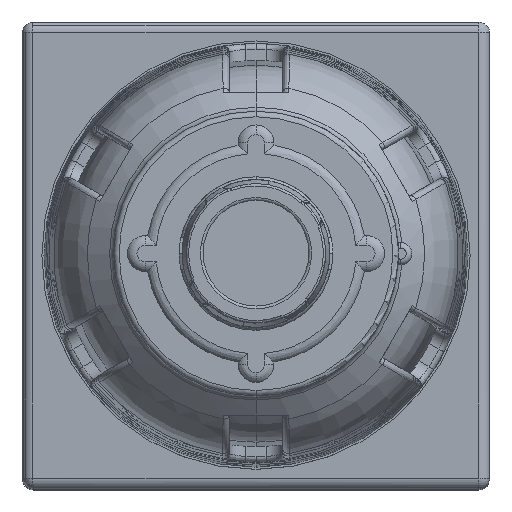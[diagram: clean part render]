
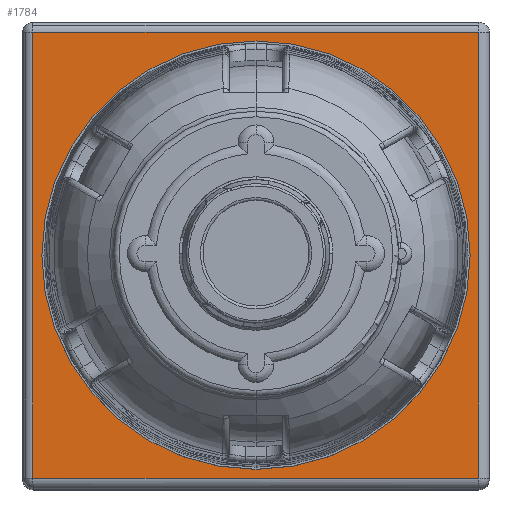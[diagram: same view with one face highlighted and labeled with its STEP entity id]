
A CAD part, top view. The second image highlights one B-rep face of the part: STEP entity #1784.
In plain terms, the highlighted planar face has unit normal (0, 0, 1).
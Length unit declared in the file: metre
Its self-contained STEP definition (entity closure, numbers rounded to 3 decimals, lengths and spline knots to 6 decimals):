
#1784=ADVANCED_FACE('13:82712',(#3935,#3936),#3937,.T.);
#3935=FACE_OUTER_BOUND('',#11020,.T.);
#3936=FACE_BOUND('',#11021,.T.);
#3937=PLANE('',#11022);
#11020=EDGE_LOOP('',(#16490,#16491,#16492,#16493));
#11021=EDGE_LOOP('',(#16494,#16495));
#11022=AXIS2_PLACEMENT_3D('',#16496,#16497,#16498);
#16490=ORIENTED_EDGE('',*,*,#20052,.F.);
#16491=ORIENTED_EDGE('',*,*,#20057,.F.);
#16492=ORIENTED_EDGE('',*,*,#21669,.T.);
#16493=ORIENTED_EDGE('',*,*,#21670,.T.);
#16494=ORIENTED_EDGE('',*,*,#21642,.T.);
#16495=ORIENTED_EDGE('',*,*,#20211,.T.);
#16496=CARTESIAN_POINT('',(-0.021,0.021,0.02015));
#16497=DIRECTION('',(0.0,0.,1.0));
#16498=DIRECTION('',(0.0,-1.0,0.));
#20052=EDGE_CURVE('61:78',#22922,#22924,#22925,.T.);
#20057=EDGE_CURVE('61:81',#22931,#22922,#22933,.T.);
#20211=EDGE_CURVE('',#23200,#23198,#23201,.T.);
#21642=EDGE_CURVE('61:8283',#23198,#23200,#25233,.T.);
#21669=EDGE_CURVE('61:87',#22931,#25266,#25267,.T.);
#21670=EDGE_CURVE('61:84',#25266,#22924,#25268,.T.);
#22922=VERTEX_POINT('',#27033);
#22924=VERTEX_POINT('',#27035);
#22925=LINE('',#27036,#27037);
#22931=VERTEX_POINT('',#27044);
#22933=LINE('',#27046,#27047);
#23198=VERTEX_POINT('',#27404);
#23200=VERTEX_POINT('',#27407);
#23201=CIRCLE('',#27408,0.0192);
#25233=CIRCLE('',#32123,0.0192);
#25266=VERTEX_POINT('',#32193);
#25267=LINE('',#32194,#32195);
#25268=LINE('',#32196,#32197);
#27033=CARTESIAN_POINT('',(-0.02006,0.02006,0.02015));
#27035=CARTESIAN_POINT('',(0.02,0.02006,0.02015));
#27036=CARTESIAN_POINT('',(0.,0.02006,0.02015));
#27037=VECTOR('',#35364,1.0);
#27044=CARTESIAN_POINT('',(-0.02006,-0.02,0.02015));
#27046=CARTESIAN_POINT('',(-0.02006,0.,0.02015));
#27047=VECTOR('',#35372,1.0);
#27404=CARTESIAN_POINT('',(0.,0.019232,0.02015));
#27407=CARTESIAN_POINT('',(0.,-0.019168,0.02015));
#27408=AXIS2_PLACEMENT_3D('',#35625,#35626,#35627);
#32123=AXIS2_PLACEMENT_3D('',#37351,#37352,#37353);
#32193=CARTESIAN_POINT('',(0.02,-0.02,0.02015));
#32194=CARTESIAN_POINT('',(-0.021,-0.02,0.02015));
#32195=VECTOR('',#37379,1.0);
#32196=CARTESIAN_POINT('',(0.02,0.021,0.02015));
#32197=VECTOR('',#37380,1.0);
#35364=DIRECTION('',(1.0,0.,0.));
#35372=DIRECTION('',(0.0,1.0,0.));
#35625=CARTESIAN_POINT('',(0.,0.000032,0.02015));
#35626=DIRECTION('',(0.0,0.,-1.0));
#35627=DIRECTION('',(0.0,1.0,0.));
#37351=CARTESIAN_POINT('',(0.,0.000032,0.02015));
#37352=DIRECTION('',(0.0,0.,-1.0));
#37353=DIRECTION('',(0.0,1.0,0.));
#37379=DIRECTION('',(1.0,0.,0.));
#37380=DIRECTION('',(0.0,1.0,0.));
